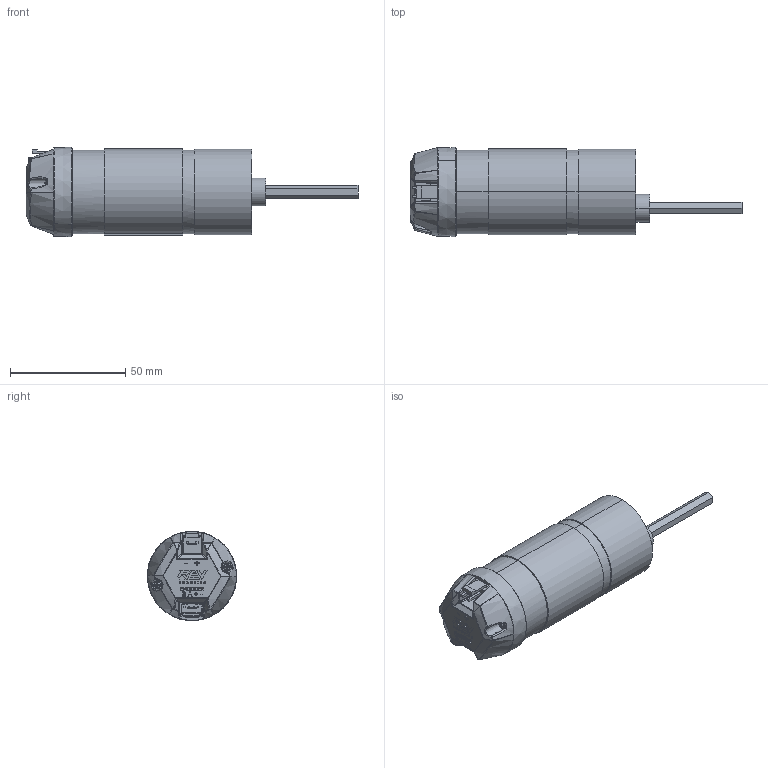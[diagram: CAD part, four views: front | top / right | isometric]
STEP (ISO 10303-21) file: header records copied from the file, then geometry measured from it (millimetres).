
FILE_DESCRIPTION (( 'STEP AP214' ), '1' );
FILE_NAME ('REV-41-1301.STEP', '2018-06-06T22:11:28', ( '' ), ( '' ), 'SwSTEP 2.0', 'SolidWorks 2017', '' );
FILE_SCHEMA (( 'AUTOMOTIVE_DESIGN' ));
Length unit declared in the file: millimetre
Products named in the file (11): Motor and 40-1 gearbox; HD Hex Encoder Baseplate; pan cross head_am_B18.6.7M - M2 x 0.4 x 2.5 Type I Cross Recessed PHMS --2.5N; HD Hex Encoder Case Top; HD Hex PCB; REV-41-1301; 90190A051_PAN HEAD PHILLIPS SCREW FOR SHEET METAL_90190A051; JST-B4B-PH-K-S; JST-B2P-VH; HD Hex PCB assembly; magnet
Assembly tree (13 placements, depth 3):
  REV-41-1301
    HD Hex Encoder Baseplate
    HD Hex PCB assembly
      HD Hex PCB
      JST-B2P-VH
      JST-B4B-PH-K-S
    magnet
    HD Hex Encoder Case Top
    Motor and 40-1 gearbox
    90190A051_PAN HEAD PHILLIPS SCREW FOR SHEET METAL_90190A051  x2
    pan cross head_am_B18.6.7M - M2 x 0.4 x 2.5 Type I Cross Recessed PHMS --2.5N  x3
Bounding box: 143.82 x 38.66 x 38.66 mm (x, y, z)
Volume: 96428.5 mm3; surface area: 26206.5 mm2
Topology: 12 solids, 12 shells, 1649 faces, 4174 edges, 2608 vertices
Faces by surface type: plane 652, bspline 627, cylinder 260, cone 98, torus 6, sphere 6
Entity records: 63508 total; most frequent: CARTESIAN_POINT 31463, ORIENTED_EDGE 7594, DIRECTION 4976, EDGE_CURVE 3797, VERTEX_POINT 2387, VECTOR 1826, LINE 1826, EDGE_LOOP 1660
